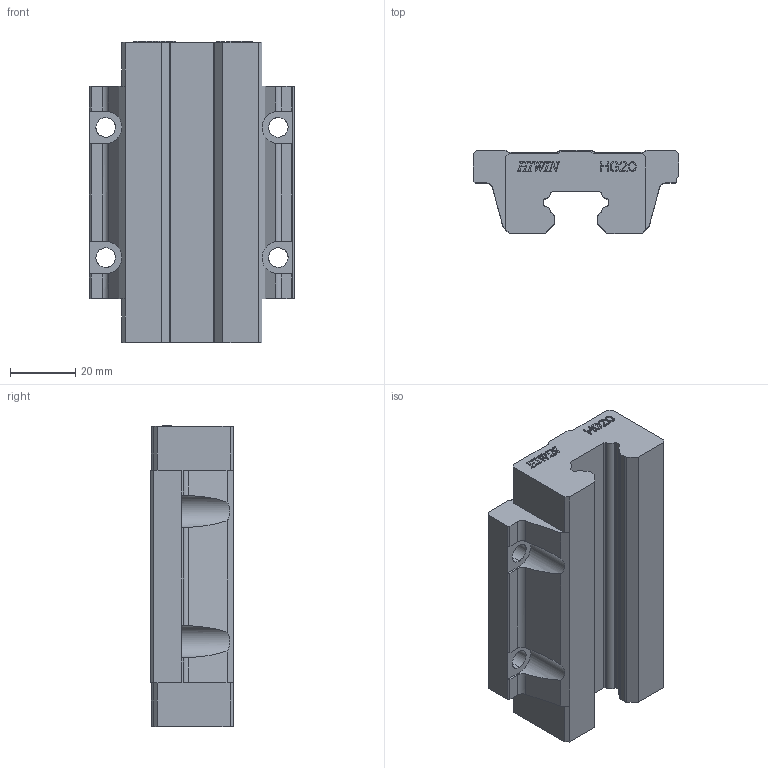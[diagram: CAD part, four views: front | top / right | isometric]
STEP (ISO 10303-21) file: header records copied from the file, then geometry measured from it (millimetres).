
FILE_DESCRIPTION (( 'STEP AP203' ), '1' );
FILE_NAME ('HGW20HC.STEP', '2007-01-11T10:16:04', ( 'HIWIN GmbH' ), ( '77654 Offenburg' ), 'SwSTEP 2.0', 'SolidWorks 2006104', '' );
FILE_SCHEMA (( 'CONFIG_CONTROL_DESIGN' ));
Length unit declared in the file: millimetre
Products named in the file (1): HGW20HC
Bounding box: 63 x 25.4 x 92.5 mm (x, y, z)
Volume: 94934.9 mm3; surface area: 20222.3 mm2
Topology: 1 solids, 1 shells, 401 faces, 1177 edges, 788 vertices
Faces by surface type: plane 299, bspline 60, cylinder 42
Entity records: 15385 total; most frequent: CARTESIAN_POINT 5271, ORIENTED_EDGE 2354, DIRECTION 1625, EDGE_CURVE 1177, VECTOR 919, LINE 919, VERTEX_POINT 788, EDGE_LOOP 419
